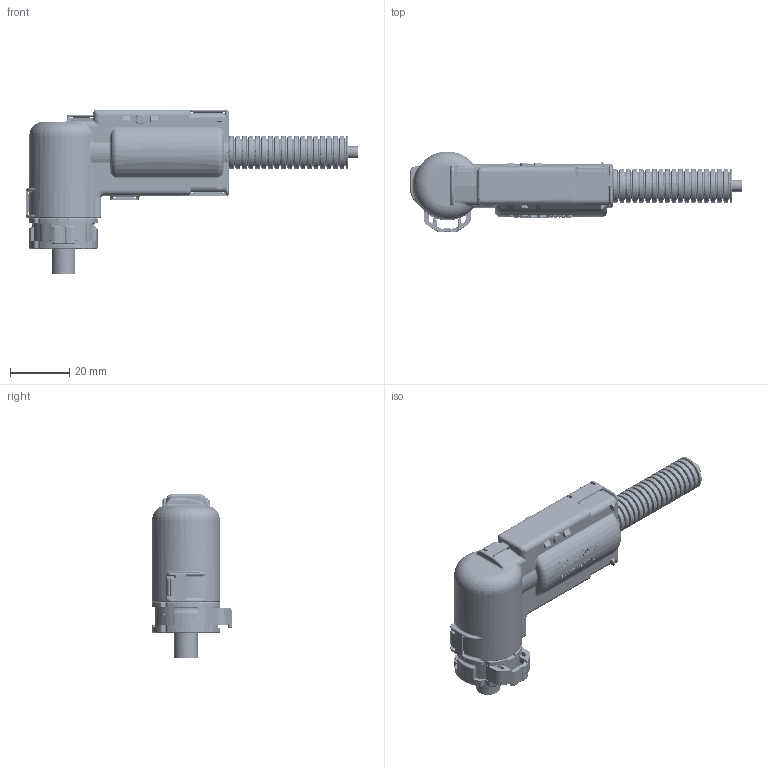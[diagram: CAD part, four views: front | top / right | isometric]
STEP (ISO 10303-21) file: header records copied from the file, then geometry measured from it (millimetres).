
FILE_DESCRIPTION(('CATIA V5 STEP','CAx-IF Rec.Pracs.--- Model Styling and Organization---1.4--- 2014-01-23'),'2;1');
FILE_NAME('Download-SV241NSL_WKU_90_GRAD_5-16_Zoll_ 4x1 heated.stp','2019-07-24T08:52:31+00:00',('none'),('none'),'CATIA Version 5-6 Release 2016 SP3 HF59','CATIA V5 STEP AP214 Edition 3','none');
FILE_SCHEMA(('AUTOMOTIVE_DESIGN { 1 0 10303 214 3 1 1 1 }'));
Length unit declared in the file: millimetre
Products named in the file (1): Download-SV241NSL_WKU_90_GRAD_5-16_ 4x1
Bounding box: 112.23 x 27.32 x 55.58 mm (x, y, z)
Volume: 20761 mm3; surface area: 33276.6 mm2
Topology: 7 solids, 7 shells, 7779 faces, 19338 edges, 11144 vertices
Faces by surface type: cylinder 2285, plane 1941, torus 1498, bspline 1307, sphere 361, cone 335, extrusion 52
Entity records: 307104 total; most frequent: CARTESIAN_POINT 140449, ORIENTED_EDGE 37708, DIRECTION 23684, EDGE_CURVE 18854, AXIS2_PLACEMENT_3D 11711, VERTEX_POINT 11142, EDGE_LOOP 7854, ADVANCED_FACE 7779
